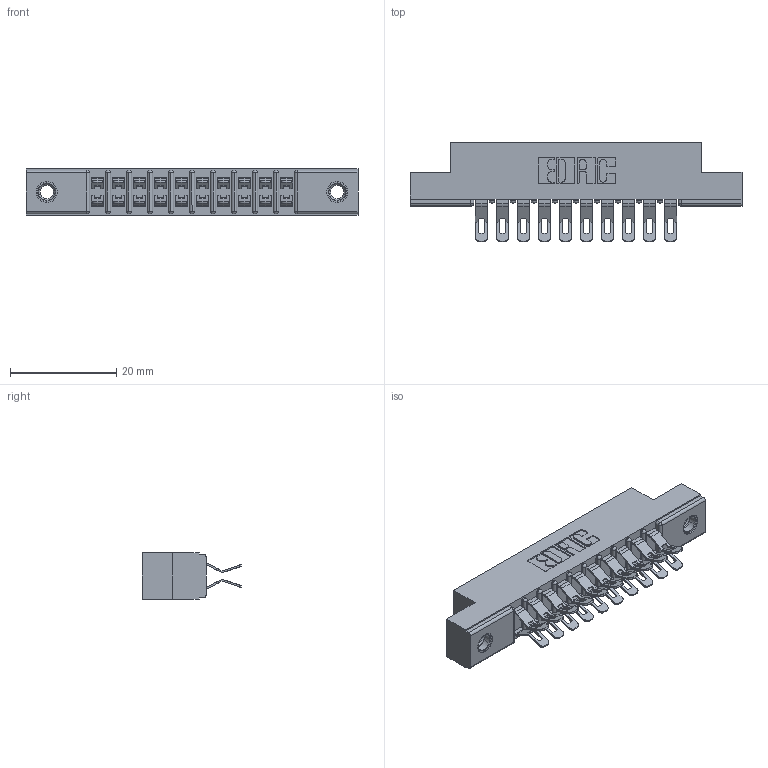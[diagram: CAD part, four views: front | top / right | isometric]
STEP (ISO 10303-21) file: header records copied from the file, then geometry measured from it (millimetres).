
FILE_DESCRIPTION (( 'STEP AP203' ), '1' );
FILE_NAME ('307-020-555-207.STEP', '2019-09-05T20:47:05', ( '' ), ( '' ), 'SwSTEP 2.0', 'SolidWorks 2016', '' );
FILE_SCHEMA (( 'CONFIG_CONTROL_DESIGN' ));
Length unit declared in the file: inch
Products named in the file (4): 345-250-001_345-250-005-103; 307-020-555-207; 307 Part_.156 Dia Mounting Holes; 307-290-001_555
Assembly tree (23 placements, depth 2):
  307-020-555-207
    307 Part_.156 Dia Mounting Holes
    307-290-001_555  x20
    345-250-001_345-250-005-103  x2
Bounding box: 62.64 x 18.75 x 8.71 mm (x, y, z)
Volume: 4144.5 mm3; surface area: 7061.7 mm2
Topology: 23 solids, 23 shells, 1409 faces, 4079 edges, 2654 vertices
Faces by surface type: plane 782, cylinder 589, sphere 22, cone 12, torus 4
Entity records: 14560 total; most frequent: CARTESIAN_POINT 2381, DIRECTION 2362, ORIENTED_EDGE 2352, EDGE_CURVE 1176, LINE 876, VECTOR 876, VERTEX_POINT 762, AXIS2_PLACEMENT_3D 743
